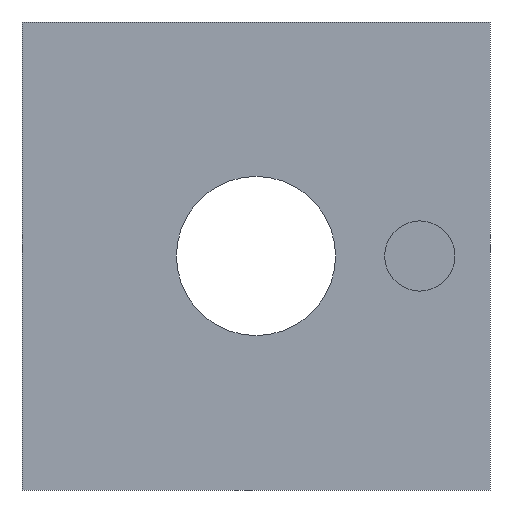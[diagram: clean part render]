
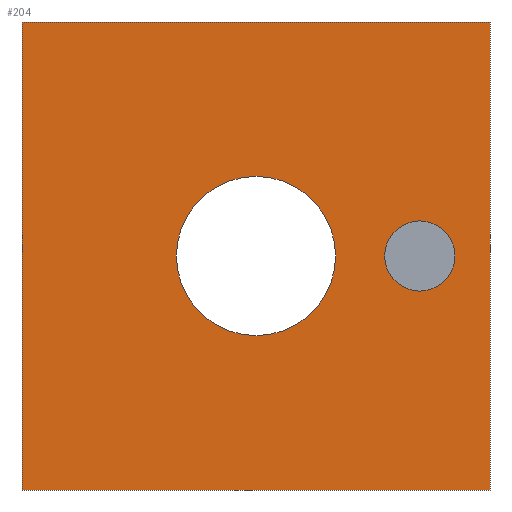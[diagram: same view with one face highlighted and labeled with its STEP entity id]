
A CAD part, front view. The second image highlights one B-rep face of the part: STEP entity #204.
In plain terms, the highlighted planar face has unit normal (0, -1, 0).
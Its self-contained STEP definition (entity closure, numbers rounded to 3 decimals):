
#14 = EDGE_CURVE ( 'NONE', #77, #87, #313, .T. ) ;
#16 = VECTOR ( 'NONE', #93, 1000. ) ;
#18 = CARTESIAN_POINT ( 'NONE',  ( -10., -6.4, 10. ) ) ;
#20 = DIRECTION ( 'NONE',  ( 0., 0., 1. ) ) ;
#37 = CARTESIAN_POINT ( 'NONE',  ( -10., -6.4, -10. ) ) ;
#45 = EDGE_CURVE ( 'NONE', #87, #457, #211, .T. ) ;
#58 = FACE_BOUND ( 'NONE', #135, .T. ) ;
#70 = EDGE_CURVE ( 'NONE', #323, #457, #163, .T. ) ;
#73 = ORIENTED_EDGE ( 'NONE', *, *, #14, .F. ) ;
#75 = AXIS2_PLACEMENT_3D ( 'NONE', #108, #375, #334 ) ;
#77 = VERTEX_POINT ( 'NONE', #18 ) ;
#83 = DIRECTION ( 'NONE',  ( 0., -1., 0. ) ) ;
#87 = VERTEX_POINT ( 'NONE', #449 ) ;
#93 = DIRECTION ( 'NONE',  ( 1., 0., 0. ) ) ;
#95 = CARTESIAN_POINT ( 'NONE',  ( 10., -6.4, 10. ) ) ;
#96 = EDGE_CURVE ( 'NONE', #348, #316, #369, .T. ) ;
#98 = CARTESIAN_POINT ( 'NONE',  ( -10., -6.4, -10. ) ) ;
#108 = CARTESIAN_POINT ( 'NONE',  ( -10., -6.4, 10. ) ) ;
#114 = VECTOR ( 'NONE', #445, 1000. ) ;
#121 = CIRCLE ( 'NONE', #499, 3.4 ) ;
#122 = CARTESIAN_POINT ( 'NONE',  ( 0., -6.4, 0. ) ) ;
#126 = EDGE_CURVE ( 'NONE', #507, #183, #452, .T. ) ;
#135 = EDGE_LOOP ( 'NONE', ( #205, #402 ) ) ;
#139 = DIRECTION ( 'NONE',  ( 0., -1., 0. ) ) ;
#148 = FACE_OUTER_BOUND ( 'NONE', #271, .T. ) ;
#150 = VECTOR ( 'NONE', #491, 1000. ) ;
#154 = DIRECTION ( 'NONE',  ( 0., 0., 1. ) ) ;
#163 = LINE ( 'NONE', #98, #150 ) ;
#170 = CARTESIAN_POINT ( 'NONE',  ( -10., -6.4, 10. ) ) ;
#173 = EDGE_CURVE ( 'NONE', #77, #323, #487, .T. ) ;
#183 = VERTEX_POINT ( 'NONE', #331 ) ;
#201 = ORIENTED_EDGE ( 'NONE', *, *, #45, .F. ) ;
#204 = ADVANCED_FACE ( 'NONE', ( #251, #58, #148 ), #259, .F. ) ;
#205 = ORIENTED_EDGE ( 'NONE', *, *, #96, .T. ) ;
#211 = LINE ( 'NONE', #95, #114 ) ;
#222 = AXIS2_PLACEMENT_3D ( 'NONE', #314, #83, #355 ) ;
#240 = AXIS2_PLACEMENT_3D ( 'NONE', #493, #254, #20 ) ;
#251 = FACE_BOUND ( 'NONE', #386, .T. ) ;
#254 = DIRECTION ( 'NONE',  ( 0., 1., 0. ) ) ;
#256 = DIRECTION ( 'NONE',  ( 0., 0., -1. ) ) ;
#259 = PLANE ( 'NONE',  #75 ) ;
#264 = VECTOR ( 'NONE', #256, 1000. ) ;
#267 = CARTESIAN_POINT ( 'NONE',  ( 0., -6.4, -3.4 ) ) ;
#271 = EDGE_LOOP ( 'NONE', ( #454, #201, #73, #432 ) ) ;
#295 = CIRCLE ( 'NONE', #222, 1.5 ) ;
#299 = ORIENTED_EDGE ( 'NONE', *, *, #126, .F. ) ;
#313 = LINE ( 'NONE', #170, #16 ) ;
#314 = CARTESIAN_POINT ( 'NONE',  ( 7., -6.4, 0. ) ) ;
#316 = VERTEX_POINT ( 'NONE', #267 ) ;
#323 = VERTEX_POINT ( 'NONE', #37 ) ;
#331 = CARTESIAN_POINT ( 'NONE',  ( 5.5, -6.4, 0. ) ) ;
#334 = DIRECTION ( 'NONE',  ( -1., 0., 0. ) ) ;
#343 = AXIS2_PLACEMENT_3D ( 'NONE', #370, #139, #412 ) ;
#348 = VERTEX_POINT ( 'NONE', #465 ) ;
#355 = DIRECTION ( 'NONE',  ( 1., 0., 0. ) ) ;
#369 = CIRCLE ( 'NONE', #240, 3.4 ) ;
#370 = CARTESIAN_POINT ( 'NONE',  ( 7., -6.4, 0. ) ) ;
#375 = DIRECTION ( 'NONE',  ( 0., 1., 0. ) ) ;
#386 = EDGE_LOOP ( 'NONE', ( #299, #497 ) ) ;
#391 = DIRECTION ( 'NONE',  ( 0., 1., 0. ) ) ;
#402 = ORIENTED_EDGE ( 'NONE', *, *, #409, .T. ) ;
#409 = EDGE_CURVE ( 'NONE', #316, #348, #121, .T. ) ;
#412 = DIRECTION ( 'NONE',  ( 1., 0., 0. ) ) ;
#432 = ORIENTED_EDGE ( 'NONE', *, *, #173, .T. ) ;
#433 = CARTESIAN_POINT ( 'NONE',  ( 8.5, -6.4, 0. ) ) ;
#445 = DIRECTION ( 'NONE',  ( 0., 0., -1. ) ) ;
#449 = CARTESIAN_POINT ( 'NONE',  ( 10., -6.4, 10. ) ) ;
#452 = CIRCLE ( 'NONE', #343, 1.5 ) ;
#454 = ORIENTED_EDGE ( 'NONE', *, *, #70, .T. ) ;
#455 = CARTESIAN_POINT ( 'NONE',  ( -10., -6.4, 10. ) ) ;
#457 = VERTEX_POINT ( 'NONE', #474 ) ;
#465 = CARTESIAN_POINT ( 'NONE',  ( 0., -6.4, 3.4 ) ) ;
#474 = CARTESIAN_POINT ( 'NONE',  ( 10., -6.4, -10. ) ) ;
#487 = LINE ( 'NONE', #455, #264 ) ;
#491 = DIRECTION ( 'NONE',  ( 1., 0., 0. ) ) ;
#492 = EDGE_CURVE ( 'NONE', #183, #507, #295, .T. ) ;
#493 = CARTESIAN_POINT ( 'NONE',  ( 0., -6.4, 0. ) ) ;
#497 = ORIENTED_EDGE ( 'NONE', *, *, #492, .F. ) ;
#499 = AXIS2_PLACEMENT_3D ( 'NONE', #122, #391, #154 ) ;
#507 = VERTEX_POINT ( 'NONE', #433 ) ;
